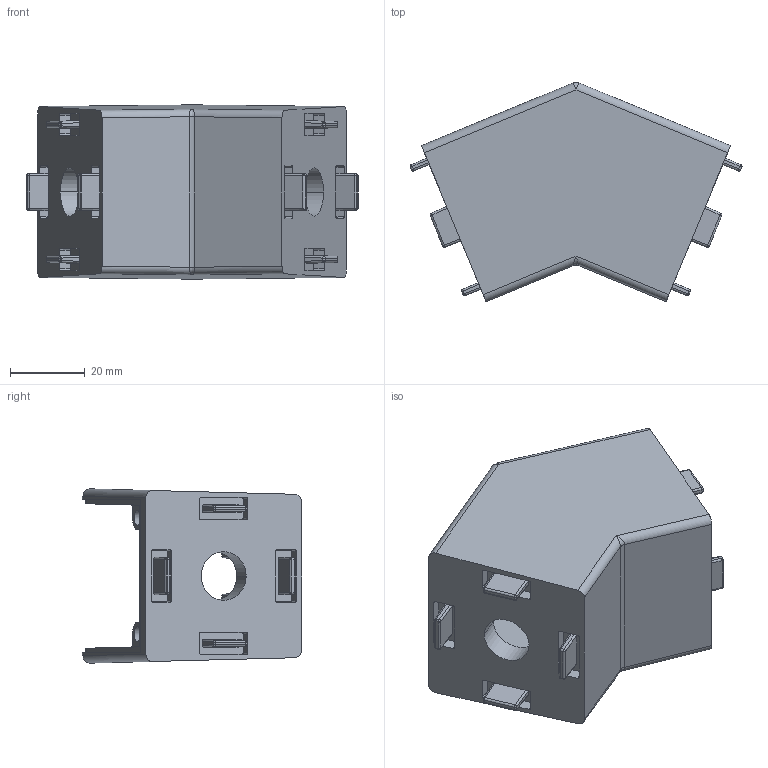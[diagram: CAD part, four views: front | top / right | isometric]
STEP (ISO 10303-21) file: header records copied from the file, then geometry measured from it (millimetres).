
FILE_DESCRIPTION (( 'STEP AP203' ), '1' );
FILE_NAME ('412538702_c_1.STEP', '2023-01-30T04:36:56', ( '' ), ( '' ), 'SwSTEP 2.0', 'SolidWorks 2014', '' );
FILE_SCHEMA (( 'CONFIG_CONTROL_DESIGN' ));
Length unit declared in the file: millimetre
Products named in the file (1): 412538702_c_1
Bounding box: 88.66 x 58.49 x 46.53 mm (x, y, z)
Volume: 54468 mm3; surface area: 26345.6 mm2
Topology: 1 solids, 1 shells, 430 faces, 1068 edges, 610 vertices
Faces by surface type: cylinder 154, plane 132, bspline 100, cone 44
Entity records: 14121 total; most frequent: CARTESIAN_POINT 4655, ORIENTED_EDGE 2028, DIRECTION 1898, EDGE_CURVE 1014, AXIS2_PLACEMENT_3D 687, VERTEX_POINT 610, LINE 524, VECTOR 524
